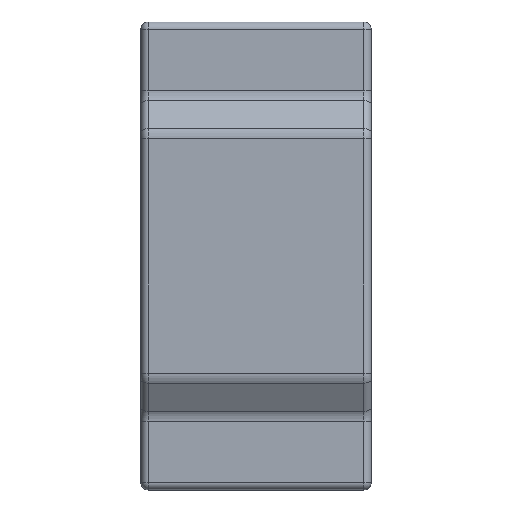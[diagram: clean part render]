
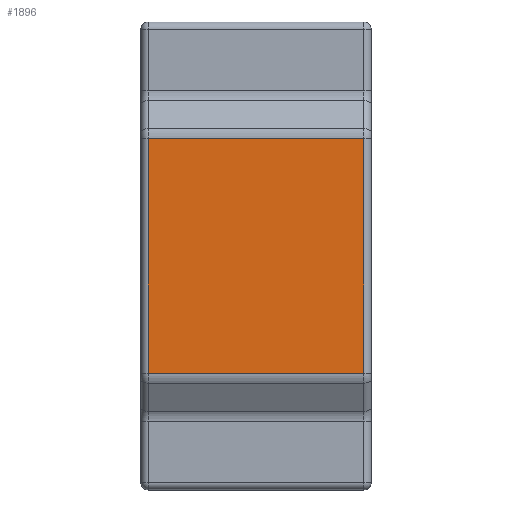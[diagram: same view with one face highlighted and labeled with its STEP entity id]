
A CAD part, top view. The second image highlights one B-rep face of the part: STEP entity #1896.
In plain terms, the highlighted planar face has unit normal (0, 0, 1).
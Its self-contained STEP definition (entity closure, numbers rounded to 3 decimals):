
#363=CARTESIAN_POINT('Vertex',(-1.45,1.58,1.015)) ;
#366=CARTESIAN_POINT('Line Origine',(0.,1.58,1.015)) ;
#370=CARTESIAN_POINT('Vertex',(1.45,1.58,1.015)) ;
#623=CARTESIAN_POINT('Vertex',(-1.45,-1.58,1.015)) ;
#630=CARTESIAN_POINT('Vertex',(1.45,-1.58,1.015)) ;
#633=CARTESIAN_POINT('Line Origine',(0.,-1.58,1.015)) ;
#1784=CARTESIAN_POINT('Line Origine',(-1.45,0.,1.015)) ;
#1856=CARTESIAN_POINT('Line Origine',(1.45,0.,1.015)) ;
#1885=CARTESIAN_POINT('Axis2P3D Location',(0.,1.652,1.015)) ;
#368=VECTOR('Line Direction',#367,1.) ;
#635=VECTOR('Line Direction',#634,1.) ;
#1786=VECTOR('Line Direction',#1785,1.) ;
#1858=VECTOR('Line Direction',#1857,1.) ;
#367=DIRECTION('Vector Direction',(1.,0.,0.)) ;
#634=DIRECTION('Vector Direction',(1.,0.,0.)) ;
#1785=DIRECTION('Vector Direction',(0.,1.,0.)) ;
#1857=DIRECTION('Vector Direction',(0.,1.,0.)) ;
#1886=DIRECTION('Axis2P3D Direction',(-0.,0.,1.)) ;
#1887=DIRECTION('Axis2P3D XDirection',(0.,-1.,0.)) ;
#1888=AXIS2_PLACEMENT_3D('Plane Axis2P3D',#1885,#1886,#1887) ;
#369=LINE('Line',#366,#368) ;
#636=LINE('Line',#633,#635) ;
#1787=LINE('Line',#1784,#1786) ;
#1859=LINE('Line',#1856,#1858) ;
#1889=PLANE('',#1888) ;
#372=EDGE_CURVE('',#364,#371,#369,.T.) ;
#637=EDGE_CURVE('',#624,#631,#636,.T.) ;
#1788=EDGE_CURVE('',#364,#624,#1787,.F.) ;
#1860=EDGE_CURVE('',#631,#371,#1859,.T.) ;
#1890=EDGE_LOOP('',(#1891,#1892,#1893,#1894)) ;
#1891=ORIENTED_EDGE('',*,*,#1860,.T.) ;
#1892=ORIENTED_EDGE('',*,*,#372,.F.) ;
#1893=ORIENTED_EDGE('',*,*,#1788,.T.) ;
#1894=ORIENTED_EDGE('',*,*,#637,.T.) ;
#364=VERTEX_POINT('',#363) ;
#371=VERTEX_POINT('',#370) ;
#624=VERTEX_POINT('',#623) ;
#631=VERTEX_POINT('',#630) ;
#1896=ADVANCED_FACE('PartBody',(#1895),#1889,.T.) ;
#1895=FACE_OUTER_BOUND('',#1890,.T.) ;
